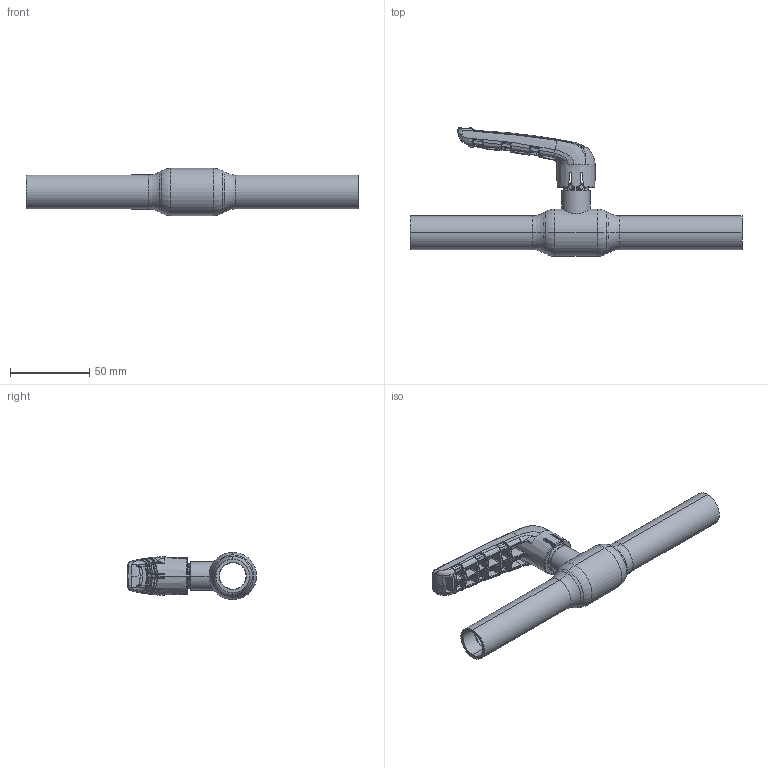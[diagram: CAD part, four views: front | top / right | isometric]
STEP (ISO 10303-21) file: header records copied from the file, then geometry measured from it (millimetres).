
FILE_DESCRIPTION (( 'STEP AP214' ), '1' );
FILE_NAME ('1015003000-2101.step', '2023-09-15T10:41:33', ( '' ), ( '' ), 'SwSTEP 2.0', 'SolidWorks 2021', '' );
FILE_SCHEMA (( 'AUTOMOTIVE_DESIGN' ));
Length unit declared in the file: millimetre
Products named in the file (1): 1015003000-2101
Bounding box: 210 x 81.58 x 30 mm (x, y, z)
Surface area: 34368.3 mm2 (no closed solid volume)
Topology: 0 solids, 6 shells, 739 faces, 2233 edges, 1386 vertices
Faces by surface type: bspline 622, plane 47, cylinder 34, cone 19, torus 17
Entity records: 63937 total; most frequent: CARTESIAN_POINT 41591, ORIENTED_EDGE 3758, EDGE_CURVE 2209, B_SPLINE_CURVE_WITH_KNOTS 1573, VERTEX_POINT 1386, DIRECTION 1343, EDGE_LOOP 760, UNCERTAINTY_MEASURE_WITH_UNIT 741
